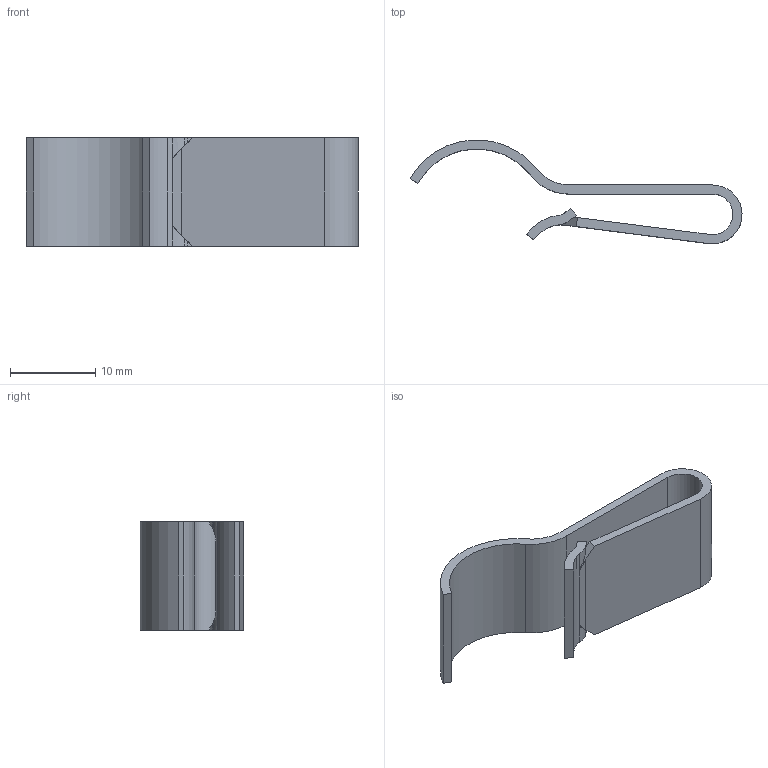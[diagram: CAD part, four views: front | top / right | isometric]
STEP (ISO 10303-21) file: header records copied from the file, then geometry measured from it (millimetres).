
FILE_DESCRIPTION (( 'STEP AP214' ), '1' );
FILE_NAME ('FC 4042H7.STEP', '2018-12-06T13:47:22', ( 'User' ), ( 'Microsoft' ), 'SwSTEP 2.0', 'SolidWorks 2018', '' );
FILE_SCHEMA (( 'AUTOMOTIVE_DESIGN' ));
Length unit declared in the file: inch
Products named in the file (1): FC 4042H7
Bounding box: 38.89 x 12.14 x 12.7 mm (x, y, z)
Volume: 940.4 mm3; surface area: 1951.3 mm2
Topology: 1 solids, 1 shells, 51 faces, 143 edges, 90 vertices
Faces by surface type: plane 20, cylinder 19, bspline 12
Entity records: 2524 total; most frequent: CARTESIAN_POINT 1330, ORIENTED_EDGE 286, DIRECTION 176, EDGE_CURVE 143, VERTEX_POINT 90, B_SPLINE_CURVE_WITH_KNOTS 67, AXIS2_PLACEMENT_3D 64, ADVANCED_FACE 51
